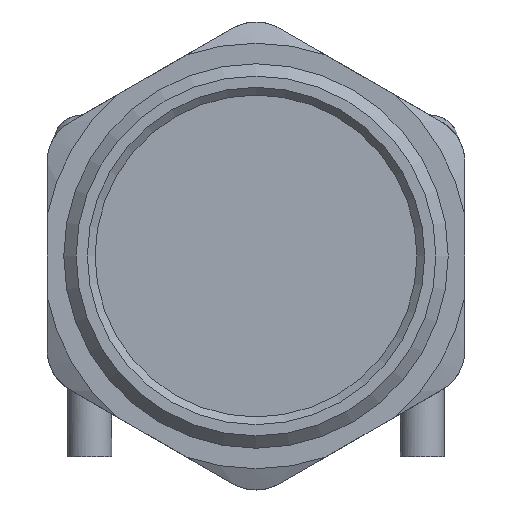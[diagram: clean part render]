
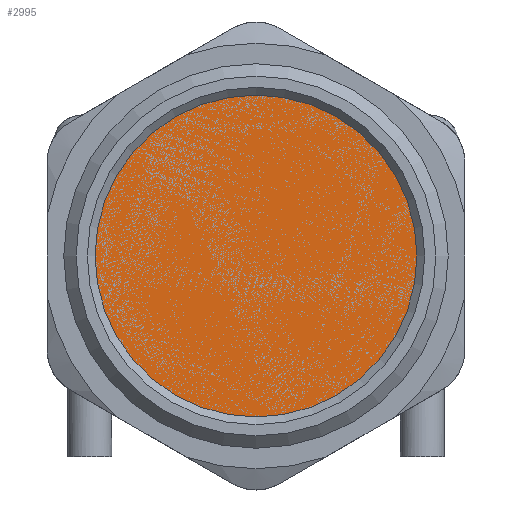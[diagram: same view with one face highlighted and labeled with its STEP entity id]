
A CAD part, left-side view. The second image highlights one B-rep face of the part: STEP entity #2995.
In plain terms, the highlighted planar face has unit normal (1, 0, 0).
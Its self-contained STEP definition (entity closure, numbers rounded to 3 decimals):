
#259=PLANE('',#3301);
#423=FACE_OUTER_BOUND('',#605,.T.);
#605=EDGE_LOOP('',(#2619));
#1107=CIRCLE('',#3302,12.425);
#1376=VERTEX_POINT('',#5651);
#1791=EDGE_CURVE('',#1376,#1376,#1107,.T.);
#2619=ORIENTED_EDGE('',*,*,#1791,.T.);
#2995=ADVANCED_FACE('',(#423),#259,.T.);
#3301=AXIS2_PLACEMENT_3D('',#5650,#4045,#4046);
#3302=AXIS2_PLACEMENT_3D('',#5652,#4047,#4048);
#4045=DIRECTION('center_axis',(1.,0.,0.));
#4046=DIRECTION('ref_axis',(0.,0.,-1.));
#4047=DIRECTION('center_axis',(1.,0.,0.));
#4048=DIRECTION('ref_axis',(0.,0.,-1.));
#5650=CARTESIAN_POINT('Origin',(-6.5,0.,0.));
#5651=CARTESIAN_POINT('',(-6.5,12.425,0.));
#5652=CARTESIAN_POINT('Origin',(-6.5,0.,0.));
